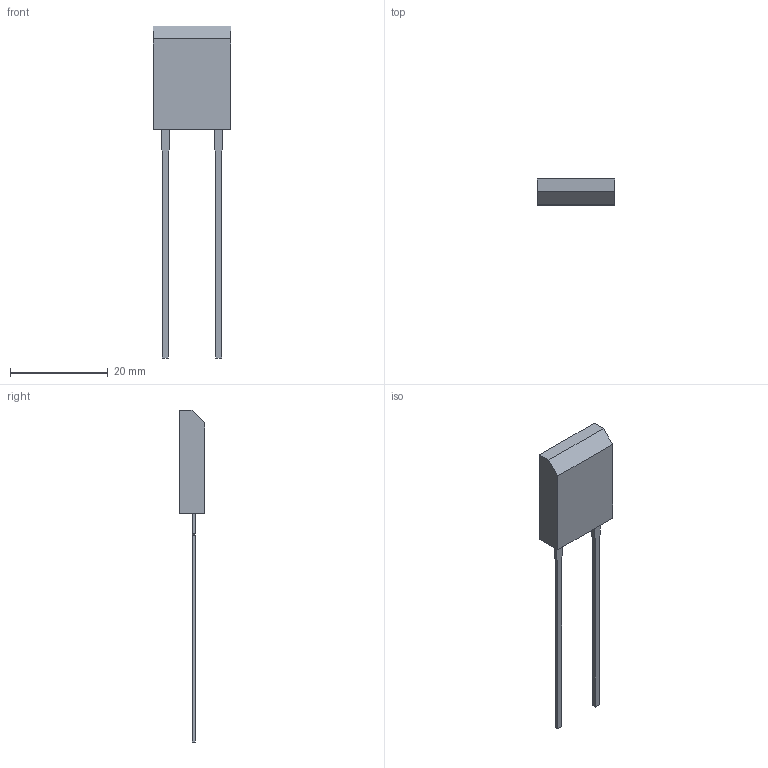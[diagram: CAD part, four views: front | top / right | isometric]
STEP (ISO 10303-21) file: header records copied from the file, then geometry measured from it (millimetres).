
FILE_DESCRIPTION(('FreeCAD Model'),'2;1');
FILE_NAME('3800108.1.1.stp','2020-08-30T10:17:17',( 'Author'),(''),'Open CASCADE STEP processor 6.9','FreeCAD','Unknown' );
FILE_SCHEMA(('AUTOMOTIVE_DESIGN { 1 0 10303 214 1 1 1 1 }'));
Length unit declared in the file: millimetre
Products named in the file (3): ASSEMBLY; Body; PinsArray
Assembly tree (2 placements, depth 2):
  ASSEMBLY
    Body
    PinsArray
Bounding box: 15.88 x 5.31 x 67.89 mm (x, y, z)
Volume: 1799.5 mm3; surface area: 1388.9 mm2
Topology: 3 solids, 3 shells, 27 faces, 63 edges, 42 vertices
Faces by surface type: plane 27
Entity records: 1649 total; most frequent: CARTESIAN_POINT 261, DIRECTION 249, LINE 189, VECTOR 189, ORIENTED_EDGE 126, PCURVE 126, DEFINITIONAL_REPRESENTATION 126, EDGE_CURVE 63
